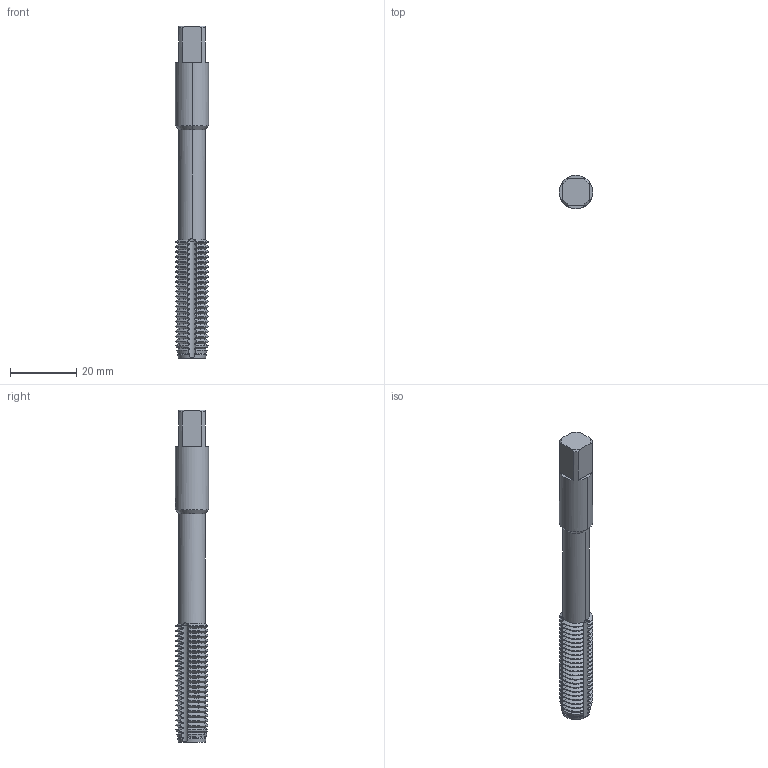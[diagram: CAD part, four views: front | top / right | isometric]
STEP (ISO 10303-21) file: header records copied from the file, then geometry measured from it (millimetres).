
FILE_DESCRIPTION(('no description'),'unknown implementation level');
FILE_NAME('solidbwnAA9D1cmEUoVt3VYlOLPEsiWQ_1.STP',' ',('CIMSOURCE GmbH'),('CADClick - KiM GmbH - www.kimweb.de'),'unknown preprocess','ACIS','unknown authorization');
FILE_SCHEMA(('automotive_design'));
Length unit declared in the file: millimetre
Products named in the file (2): 1; 2
Bounding box: 10 x 10 x 100 mm (x, y, z)
Volume: 6141.4 mm3; surface area: 5215.9 mm2
Topology: 2 solids, 2 shells, 497 faces, 1377 edges, 884 vertices
Faces by surface type: cone 256, cylinder 221, plane 17, torus 3
Entity records: 33149 total; most frequent: CARTESIAN_POINT 5281, STYLED_ITEM 2760, PRESENTATION_STYLE_ASSIGNMENT 2760, COLOUR_RGB 2760, ORIENTED_EDGE 2754, DIRECTION 2614, EDGE_CURVE 1377, CURVE_STYLE 1377
